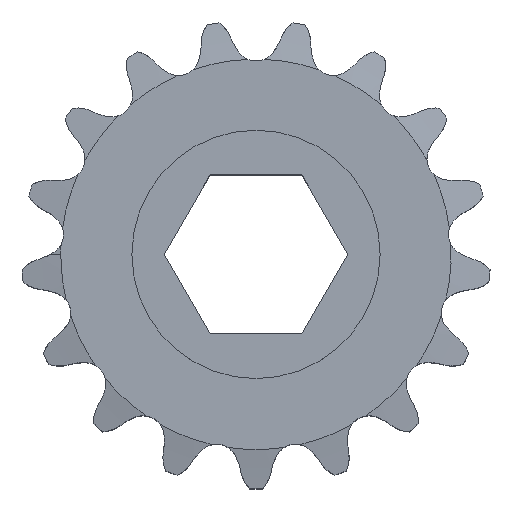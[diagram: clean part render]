
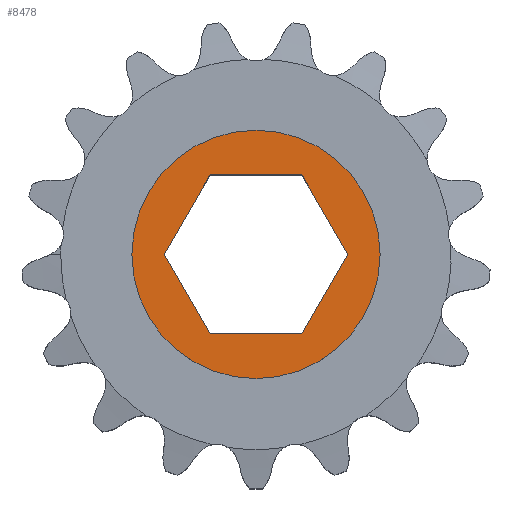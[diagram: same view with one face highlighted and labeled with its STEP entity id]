
A CAD part, top view. The second image highlights one B-rep face of the part: STEP entity #8478.
In plain terms, the highlighted planar face has unit normal (0, 0, 1).
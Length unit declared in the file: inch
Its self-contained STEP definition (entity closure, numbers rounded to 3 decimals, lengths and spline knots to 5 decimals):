
#495 = AXIS2_PLACEMENT_3D ( 'NONE', #4811, #5973, #2730 ) ;
#506 = EDGE_LOOP ( 'NONE', ( #1795, #2185, #940, #8767, #2984, #2336 ) ) ;
#940 = ORIENTED_EDGE ( 'NONE', *, *, #5475, .F. ) ;
#945 = AXIS2_PLACEMENT_3D ( 'NONE', #13389, #10021, #4685 ) ;
#1187 = DIRECTION ( 'NONE',  ( -0.5, -0.866, 0. ) ) ;
#1299 = VERTEX_POINT ( 'NONE', #2318 ) ;
#1795 = ORIENTED_EDGE ( 'NONE', *, *, #11049, .F. ) ;
#2058 = CARTESIAN_POINT ( 'NONE',  ( 0.3937, 0., 0.245 ) ) ;
#2185 = ORIENTED_EDGE ( 'NONE', *, *, #13632, .F. ) ;
#2318 = CARTESIAN_POINT ( 'NONE',  ( -0.29098, 0., 0.245 ) ) ;
#2336 = ORIENTED_EDGE ( 'NONE', *, *, #10375, .F. ) ;
#2496 = DIRECTION ( 'NONE',  ( 1., 0., 0. ) ) ;
#2627 = DIRECTION ( 'NONE',  ( 1., 0., 0. ) ) ;
#2725 = CARTESIAN_POINT ( 'NONE',  ( -0.14549, -0.252, 0.245 ) ) ;
#2730 = DIRECTION ( 'NONE',  ( 1., 0., 0. ) ) ;
#2764 = ORIENTED_EDGE ( 'NONE', *, *, #7805, .F. ) ;
#2984 = ORIENTED_EDGE ( 'NONE', *, *, #9232, .F. ) ;
#3263 = AXIS2_PLACEMENT_3D ( 'NONE', #8738, #10994, #2496 ) ;
#3266 = VERTEX_POINT ( 'NONE', #9666 ) ;
#3681 = CARTESIAN_POINT ( 'NONE',  ( -0.3937, 0., 0.245 ) ) ;
#4017 = CARTESIAN_POINT ( 'NONE',  ( 0.14549, 0.252, 0.245 ) ) ;
#4300 = CARTESIAN_POINT ( 'NONE',  ( 0.14549, 0.252, 0.245 ) ) ;
#4658 = CARTESIAN_POINT ( 'NONE',  ( 0.29098, 0., 0.245 ) ) ;
#4685 = DIRECTION ( 'NONE',  ( 1., 0., 0. ) ) ;
#4811 = CARTESIAN_POINT ( 'NONE',  ( 0.62757, 0.23782, 0.245 ) ) ;
#4813 = VERTEX_POINT ( 'NONE', #4300 ) ;
#5475 = EDGE_CURVE ( 'NONE', #13217, #3266, #7449, .T. ) ;
#5502 = VERTEX_POINT ( 'NONE', #4658 ) ;
#5973 = DIRECTION ( 'NONE',  ( 0., 0., 1. ) ) ;
#6072 = CARTESIAN_POINT ( 'NONE',  ( 0.14549, -0.252, 0.245 ) ) ;
#6249 = CIRCLE ( 'NONE', #3263, 0.3937 ) ;
#6558 = CARTESIAN_POINT ( 'NONE',  ( -0.29098, 0., 0.245 ) ) ;
#7108 = VECTOR ( 'NONE', #2627, 39.37008 ) ;
#7449 = LINE ( 'NONE', #2725, #7108 ) ;
#7594 = CARTESIAN_POINT ( 'NONE',  ( -0.14549, 0.252, 0.245 ) ) ;
#7640 = DIRECTION ( 'NONE',  ( 0.5, -0.866, 0. ) ) ;
#7805 = EDGE_CURVE ( 'NONE', #12796, #13715, #6249, .T. ) ;
#8053 = CIRCLE ( 'NONE', #945, 0.3937 ) ;
#8131 = PLANE ( 'NONE',  #495 ) ;
#8478 = ADVANCED_FACE ( 'NONE', ( #12770, #12922 ), #8131, .T. ) ;
#8573 = EDGE_LOOP ( 'NONE', ( #10027, #2764 ) ) ;
#8738 = CARTESIAN_POINT ( 'NONE',  ( 0., 0., 0.245 ) ) ;
#8767 = ORIENTED_EDGE ( 'NONE', *, *, #11279, .F. ) ;
#8880 = CARTESIAN_POINT ( 'NONE',  ( 0.29098, 0., 0.245 ) ) ;
#9232 = EDGE_CURVE ( 'NONE', #12087, #1299, #10431, .T. ) ;
#9316 = VECTOR ( 'NONE', #9385, 39.37008 ) ;
#9385 = DIRECTION ( 'NONE',  ( 0.5, 0.866, 0. ) ) ;
#9666 = CARTESIAN_POINT ( 'NONE',  ( 0.14549, -0.252, 0.245 ) ) ;
#9826 = EDGE_CURVE ( 'NONE', #13715, #12796, #8053, .T. ) ;
#10021 = DIRECTION ( 'NONE',  ( 0., 0., -1. ) ) ;
#10027 = ORIENTED_EDGE ( 'NONE', *, *, #9826, .F. ) ;
#10270 = VECTOR ( 'NONE', #1187, 39.37008 ) ;
#10375 = EDGE_CURVE ( 'NONE', #4813, #12087, #12390, .T. ) ;
#10431 = LINE ( 'NONE', #7594, #10270 ) ;
#10531 = VECTOR ( 'NONE', #11936, 39.37008 ) ;
#10687 = LINE ( 'NONE', #6558, #12689 ) ;
#10994 = DIRECTION ( 'NONE',  ( 0., 0., -1. ) ) ;
#11049 = EDGE_CURVE ( 'NONE', #5502, #4813, #13700, .T. ) ;
#11279 = EDGE_CURVE ( 'NONE', #1299, #13217, #10687, .T. ) ;
#11501 = DIRECTION ( 'NONE',  ( -1., 0., 0. ) ) ;
#11936 = DIRECTION ( 'NONE',  ( -0.5, 0.866, 0. ) ) ;
#12087 = VERTEX_POINT ( 'NONE', #12777 ) ;
#12390 = LINE ( 'NONE', #4017, #12551 ) ;
#12551 = VECTOR ( 'NONE', #11501, 39.37008 ) ;
#12689 = VECTOR ( 'NONE', #7640, 39.37008 ) ;
#12770 = FACE_BOUND ( 'NONE', #506, .T. ) ;
#12777 = CARTESIAN_POINT ( 'NONE',  ( -0.14549, 0.252, 0.245 ) ) ;
#12796 = VERTEX_POINT ( 'NONE', #2058 ) ;
#12922 = FACE_OUTER_BOUND ( 'NONE', #8573, .T. ) ;
#13217 = VERTEX_POINT ( 'NONE', #13623 ) ;
#13389 = CARTESIAN_POINT ( 'NONE',  ( 0., 0., 0.245 ) ) ;
#13487 = LINE ( 'NONE', #6072, #9316 ) ;
#13623 = CARTESIAN_POINT ( 'NONE',  ( -0.14549, -0.252, 0.245 ) ) ;
#13632 = EDGE_CURVE ( 'NONE', #3266, #5502, #13487, .T. ) ;
#13700 = LINE ( 'NONE', #8880, #10531 ) ;
#13715 = VERTEX_POINT ( 'NONE', #3681 ) ;
